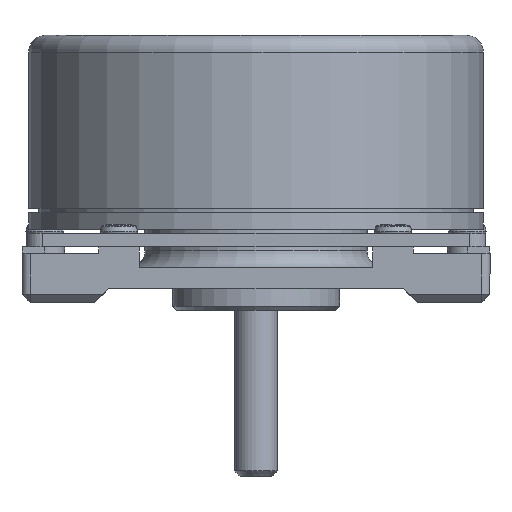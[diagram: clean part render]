
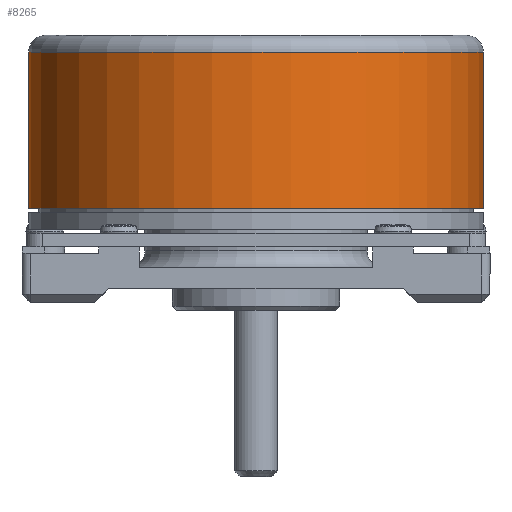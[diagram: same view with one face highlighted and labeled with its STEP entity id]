
A CAD part, front view. The second image highlights one B-rep face of the part: STEP entity #8265.
In plain terms, the highlighted cylindrical face has radius 27.2 mm (diameter 54.4 mm), a full revolution.
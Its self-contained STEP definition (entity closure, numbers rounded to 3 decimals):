
#8231=CARTESIAN_POINT('',(24.585,42.857,4.6));
#8232=VERTEX_POINT('',#8231);
#8233=CARTESIAN_POINT('',(11.416,66.656,4.6));
#8234=DIRECTION('',(0.,0.,1.0));
#8235=DIRECTION('',(0.484,-0.875,0.));
#8236=AXIS2_PLACEMENT_3D('',#8233,#8234,#8235);
#8237=CIRCLE('',#8236,27.2);
#8238=EDGE_CURVE('',#8232,#8232,#8237,.T.);
#8246=CARTESIAN_POINT('',(11.416,66.656,13.95));
#8247=DIRECTION('',(0.,0.,1.0));
#8248=DIRECTION('',(0.484,-0.875,0.));
#8249=AXIS2_PLACEMENT_3D('',#8246,#8247,#8248);
#8250=CYLINDRICAL_SURFACE('',#8249,27.2);
#8251=CARTESIAN_POINT('',(24.585,42.857,23.3));
#8252=VERTEX_POINT('',#8251);
#8253=CARTESIAN_POINT('',(11.416,66.656,23.3));
#8254=DIRECTION('',(0.,0.,1.0));
#8255=DIRECTION('',(0.484,-0.875,0.));
#8256=AXIS2_PLACEMENT_3D('',#8253,#8254,#8255);
#8257=CIRCLE('',#8256,27.2);
#8258=EDGE_CURVE('',#8252,#8252,#8257,.T.);
#8259=ORIENTED_EDGE('',*,*,#8258,.F.);
#8260=EDGE_LOOP('',(#8259));
#8261=FACE_OUTER_BOUND('',#8260,.T.);
#8262=ORIENTED_EDGE('',*,*,#8238,.T.);
#8263=EDGE_LOOP('',(#8262));
#8264=FACE_BOUND('',#8263,.T.);
#8265=ADVANCED_FACE('',(#8261,#8264),#8250,.T.);
